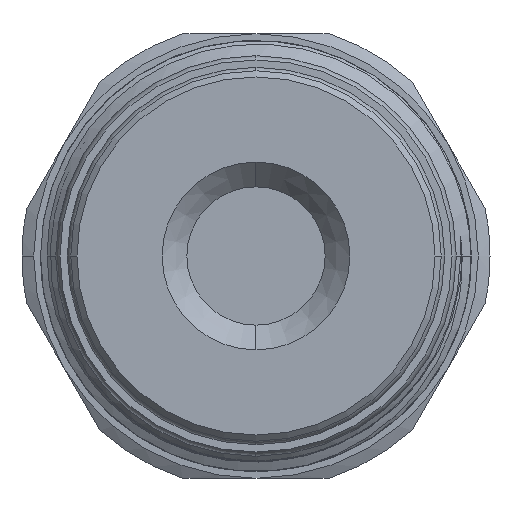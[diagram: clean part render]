
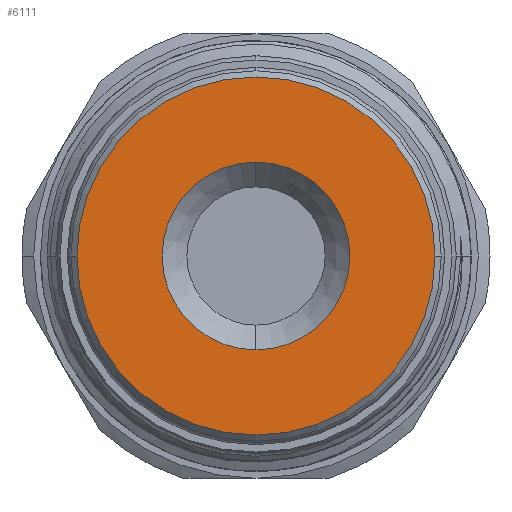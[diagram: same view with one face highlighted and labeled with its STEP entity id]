
A CAD part, left-side view. The second image highlights one B-rep face of the part: STEP entity #6111.
In plain terms, the highlighted planar face has unit normal (-1, 0, 0).
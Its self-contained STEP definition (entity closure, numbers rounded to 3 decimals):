
#226 = PLANE ( 'NONE',  #3456 ) ;
#612 = DIRECTION ( 'NONE',  ( -1., 0., 0. ) ) ;
#711 = CARTESIAN_POINT ( 'NONE',  ( -30.774, -2.703, 0. ) ) ;
#758 = FACE_OUTER_BOUND ( 'NONE', #10806, .T. ) ;
#1179 = CARTESIAN_POINT ( 'NONE',  ( -30.774, -2.703, 0. ) ) ;
#1206 = CIRCLE ( 'NONE', #12205, 14.5 ) ;
#1439 = CARTESIAN_POINT ( 'NONE',  ( -30.774, -2.703, 0. ) ) ;
#1658 = CIRCLE ( 'NONE', #14346, 7.6 ) ;
#1679 = CIRCLE ( 'NONE', #7983, 7.6 ) ;
#1801 = ORIENTED_EDGE ( 'NONE', *, *, #11400, .T. ) ;
#3068 = EDGE_CURVE ( 'NONE', #14069, #10843, #1206, .T. ) ;
#3085 = DIRECTION ( 'NONE',  ( 1., 0., 0. ) ) ;
#3438 = CARTESIAN_POINT ( 'NONE',  ( -30.774, -2.703, -7.6 ) ) ;
#3456 = AXIS2_PLACEMENT_3D ( 'NONE', #12432, #7525, #8738 ) ;
#3835 = ORIENTED_EDGE ( 'NONE', *, *, #3068, .T. ) ;
#4947 = FACE_BOUND ( 'NONE', #13848, .T. ) ;
#5079 = DIRECTION ( 'NONE',  ( -1., 0., 0. ) ) ;
#6111 = ADVANCED_FACE ( 'NONE', ( #758, #4947 ), #226, .F. ) ;
#6114 = CIRCLE ( 'NONE', #9234, 14.5 ) ;
#6795 = EDGE_CURVE ( 'NONE', #9330, #8146, #1658, .T. ) ;
#7525 = DIRECTION ( 'NONE',  ( 1., 0., 0. ) ) ;
#7591 = EDGE_CURVE ( 'NONE', #8146, #9330, #1679, .T. ) ;
#7983 = AXIS2_PLACEMENT_3D ( 'NONE', #1179, #14677, #14503 ) ;
#8146 = VERTEX_POINT ( 'NONE', #3438 ) ;
#8307 = ORIENTED_EDGE ( 'NONE', *, *, #7591, .T. ) ;
#8738 = DIRECTION ( 'NONE',  ( 0., 1., 0. ) ) ;
#8975 = CARTESIAN_POINT ( 'NONE',  ( -30.774, -2.703, 0. ) ) ;
#9234 = AXIS2_PLACEMENT_3D ( 'NONE', #1439, #5079, #13559 ) ;
#9330 = VERTEX_POINT ( 'NONE', #14937 ) ;
#10806 = EDGE_LOOP ( 'NONE', ( #1801, #3835 ) ) ;
#10843 = VERTEX_POINT ( 'NONE', #12096 ) ;
#11400 = EDGE_CURVE ( 'NONE', #10843, #14069, #6114, .T. ) ;
#11445 = DIRECTION ( 'NONE',  ( 0., 1., 0. ) ) ;
#12096 = CARTESIAN_POINT ( 'NONE',  ( -30.774, 11.797, 0. ) ) ;
#12205 = AXIS2_PLACEMENT_3D ( 'NONE', #8975, #612, #11445 ) ;
#12359 = CARTESIAN_POINT ( 'NONE',  ( -30.774, -17.203, 0. ) ) ;
#12432 = CARTESIAN_POINT ( 'NONE',  ( -30.774, -2.703, 0. ) ) ;
#13559 = DIRECTION ( 'NONE',  ( 0., 1., 0. ) ) ;
#13848 = EDGE_LOOP ( 'NONE', ( #15026, #8307 ) ) ;
#14069 = VERTEX_POINT ( 'NONE', #12359 ) ;
#14346 = AXIS2_PLACEMENT_3D ( 'NONE', #711, #3085, #15694 ) ;
#14503 = DIRECTION ( 'NONE',  ( 0., 1., 0. ) ) ;
#14677 = DIRECTION ( 'NONE',  ( 1., 0., 0. ) ) ;
#14937 = CARTESIAN_POINT ( 'NONE',  ( -30.774, -2.703, 7.6 ) ) ;
#15026 = ORIENTED_EDGE ( 'NONE', *, *, #6795, .T. ) ;
#15694 = DIRECTION ( 'NONE',  ( 0., 1., 0. ) ) ;
